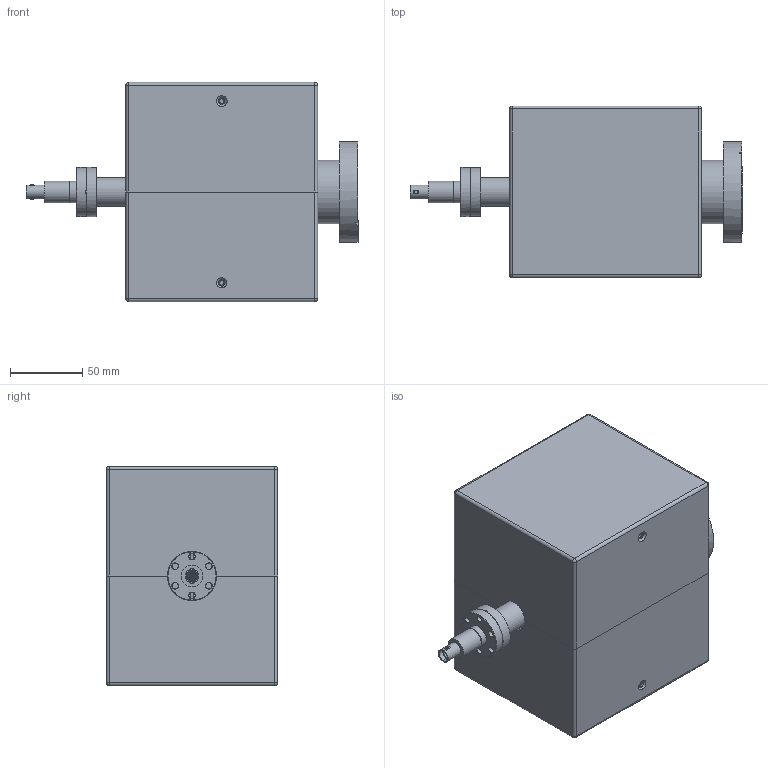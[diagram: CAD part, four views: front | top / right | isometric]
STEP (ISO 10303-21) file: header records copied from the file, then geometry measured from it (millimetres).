
FILE_DESCRIPTION(/* description */ (''),/* implementation_level */ '2;1');
FILE_NAME(/* name */ '25L-ion.stp',/* time_stamp */ '2020-09-29T22:22:43+08:00',/* author */ ('SWPE'),/* organization */ (''),/* preprocessor_version */ 'ST-DEVELOPER v16.1',/* originating_system */ 'Autodesk Inventor 2016',/* authorisation */ '');
FILE_SCHEMA (('AUTOMOTIVE_DESIGN { 1 0 10303 214 3 1 1 }'));
Length unit declared in the file: millimetre
Products named in the file (20): 磁钢外壳; 磁钢固定板; 磁钢; CF35刀口; CF35外环; 泵壳; 盖板; 钛板; CF16接管; 陶瓷; 过渡件; 封接头; 阳极杆; 高压外壳V2; 限位钉; 高压外壳.连接件; 高压组件V2; 法兰; 泵体; 25钛泵
Assembly tree (23 placements, depth 4):
  25钛泵
    磁钢外壳  x2
    磁钢固定板  x2
    磁钢  x2
    泵体
      CF35刀口
      CF35外环
      泵壳
      盖板
      钛板
      CF16接管
      高压组件V2
        陶瓷
        过渡件
        封接头
        阳极杆
        高压外壳V2
        限位钉  x2
        高压外壳.连接件
      法兰
Bounding box: 230.2 x 119 x 152 mm (x, y, z)
Volume: 1081957.8 mm3; surface area: 537473.1 mm2
Topology: 21 solids, 21 shells, 391 faces, 881 edges, 554 vertices
Faces by surface type: cylinder 161, plane 157, cone 37, torus 20, sphere 16
Full cylindrical faces by diameter (mm): 1.35 x1, 1.5 x4, 2 x2, 3.242 x4, 3.5 x1, 3.7 x1, 4 x1, 4.4 x6, 4.5 x11, 5 x1, 6.3 x1, 6.5 x6, 7 x5, 7.2 x1, 8 x2, 8.2 x1, 9.6 x1, 10 x8, 11 x1, 12 x1, 13 x3, 13.8 x1, 14 x2, 14.5 x1, 15 x2, 16 x1, 20 x2, 21.4 x1, 21.5 x1, 34 x2
Entity records: 8953 total; most frequent: DIRECTION 1606, CARTESIAN_POINT 1571, ORIENTED_EDGE 1142, AXIS2_PLACEMENT_3D 686, EDGE_CURVE 571, EDGE_LOOP 540, VERTEX_POINT 431, CIRCLE 325
